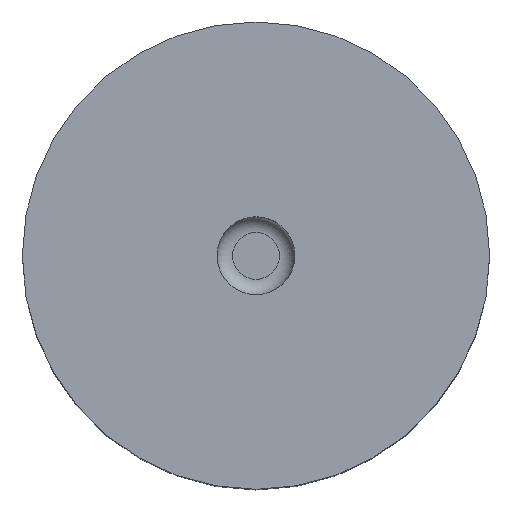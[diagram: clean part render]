
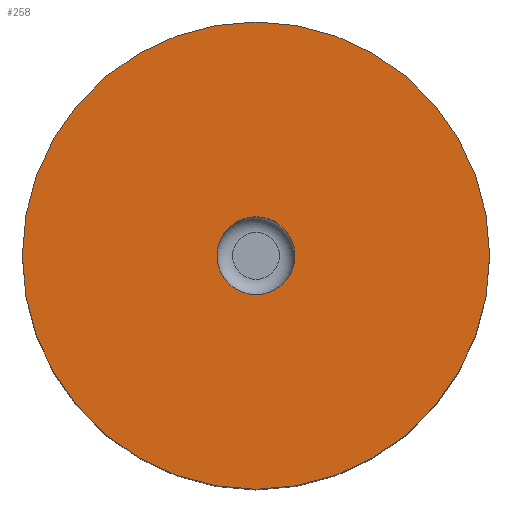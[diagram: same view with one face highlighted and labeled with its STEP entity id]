
A CAD part, top view. The second image highlights one B-rep face of the part: STEP entity #258.
In plain terms, the highlighted planar face has unit normal (0, 0, 1).
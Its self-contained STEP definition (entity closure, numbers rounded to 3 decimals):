
#15=FACE_BOUND('',#116,.T.);
#29=PLANE('',#294);
#99=FACE_OUTER_BOUND('',#115,.T.);
#115=EDGE_LOOP('',(#232));
#116=EDGE_LOOP('',(#233));
#123=CIRCLE('',#279,2.5);
#124=CIRCLE('',#292,15.);
#128=VERTEX_POINT('',#376);
#145=VERTEX_POINT('',#431);
#150=EDGE_CURVE('',#128,#128,#123,.T.);
#176=EDGE_CURVE('',#145,#145,#124,.T.);
#232=ORIENTED_EDGE('',*,*,#176,.T.);
#233=ORIENTED_EDGE('',*,*,#150,.T.);
#258=ADVANCED_FACE('',(#99,#15),#29,.T.);
#279=AXIS2_PLACEMENT_3D('',#377,#308,#309);
#292=AXIS2_PLACEMENT_3D('',#432,#359,#360);
#294=AXIS2_PLACEMENT_3D('',#436,#364,#365);
#308=DIRECTION('center_axis',(0.,0.,-1.));
#309=DIRECTION('ref_axis',(-1.,0.,0.));
#359=DIRECTION('center_axis',(0.,0.,1.));
#360=DIRECTION('ref_axis',(1.,0.,0.));
#364=DIRECTION('center_axis',(0.,0.,1.));
#365=DIRECTION('ref_axis',(1.,0.,0.));
#376=CARTESIAN_POINT('',(2.5,0.,25.));
#377=CARTESIAN_POINT('Origin',(0.,0.,25.));
#431=CARTESIAN_POINT('',(-15.,0.,25.));
#432=CARTESIAN_POINT('Origin',(0.,0.,25.));
#436=CARTESIAN_POINT('Origin',(0.,0.,25.));
